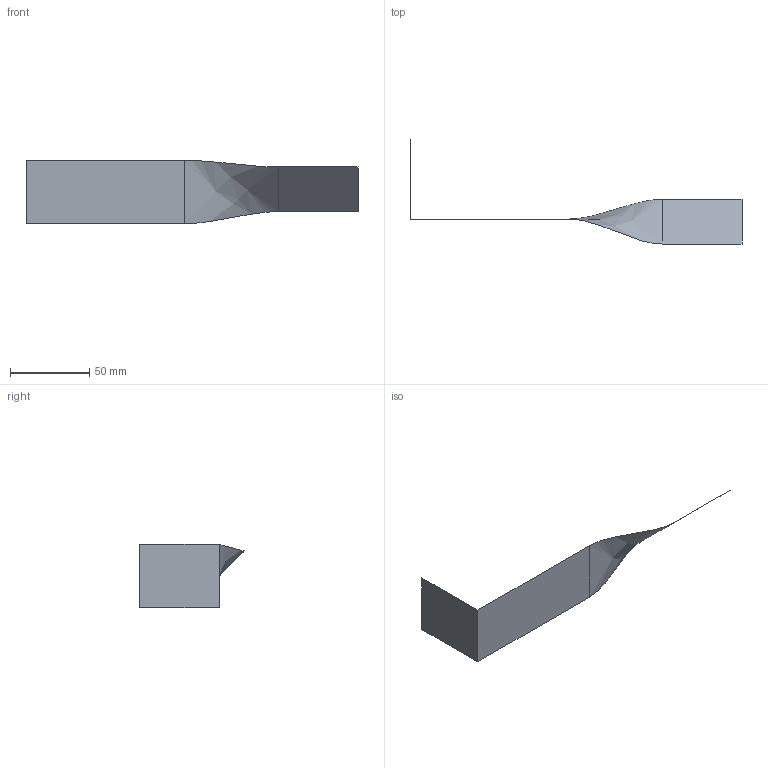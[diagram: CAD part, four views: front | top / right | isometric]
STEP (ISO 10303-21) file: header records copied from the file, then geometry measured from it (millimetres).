
FILE_DESCRIPTION (( 'STEP AP214' ), '1' );
FILE_NAME ('Blech_4.STEP', '2024-03-30T21:16:20', ( '' ), ( '' ), 'SwSTEP 2.0', 'SolidWorks 2022', '' );
FILE_SCHEMA (( 'AUTOMOTIVE_DESIGN' ));
Length unit declared in the file: millimetre
Products named in the file (1): Blech_4
Bounding box: 210 x 65.82 x 40 mm (x, y, z)
Surface area: 10335.8 mm2 (no closed solid volume)
Topology: 0 solids, 1 shells, 4 faces, 13 edges, 10 vertices
Faces by surface type: plane 3, bspline 1
Entity records: 182 total; most frequent: CARTESIAN_POINT 53, DIRECTION 19, ORIENTED_EDGE 16, EDGE_CURVE 13, LINE 11, VECTOR 11, VERTEX_POINT 10, AXIS2_PLACEMENT_3D 4
